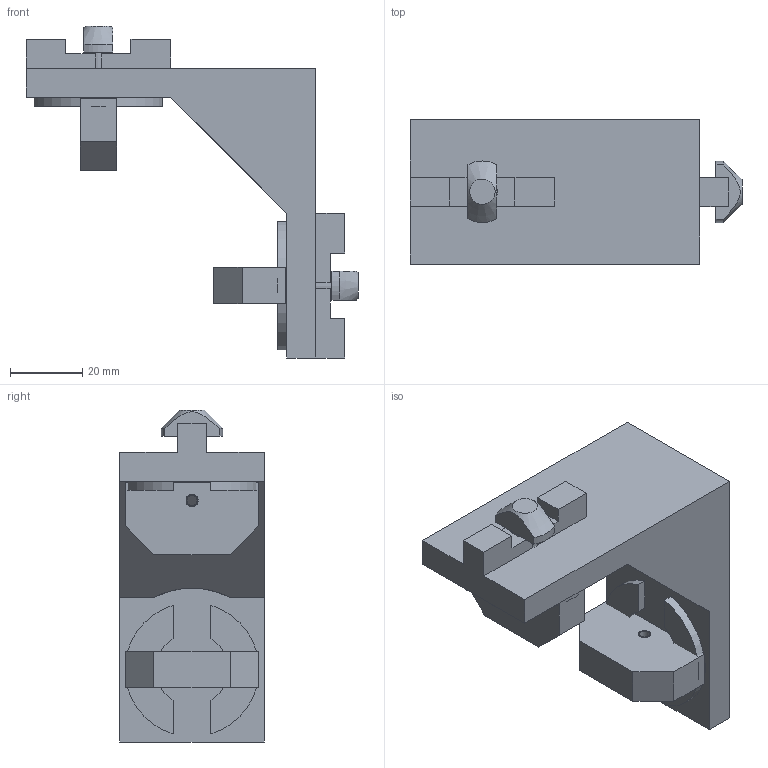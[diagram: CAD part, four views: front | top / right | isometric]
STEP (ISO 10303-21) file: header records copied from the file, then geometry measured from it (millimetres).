
FILE_DESCRIPTION(('STEP AP214'),'1');
FILE_NAME('FIXE00E3274 - Equerre universelle KH 8 80x80x40 Ral4010.stp','2025-07-22T07:57:14',(' '),(' '),'Spatial InterOp 3D',' ',' ');
FILE_SCHEMA(('AUTOMOTIVE_DESIGN { 1 0 10303 214 1 1 1 1 }'));
Length unit declared in the file: millimetre
Products named in the file (5): FIXE00E3274 - Equerre universelle KH 8 80x80x40 Ral4010; Goupille élastique mince 3 - 10; FIXE00E3927 - Lardon de serrage; FIXE00E2314 - Bouton de manoeuvre; FIXE00E4281 - Platine équerre universelle
Assembly tree (7 placements, depth 2):
  FIXE00E3274 - Equerre universelle KH 8 80x80x40 Ral4010
    Goupille élastique mince 3 - 10  x2
    FIXE00E3927 - Lardon de serrage  x2
    FIXE00E2314 - Bouton de manoeuvre  x2
    FIXE00E4281 - Platine équerre universelle
Bounding box: 91.7 x 40 x 91.7 mm (x, y, z)
Volume: 90709.5 mm3; surface area: 26507.1 mm2
Topology: 7 solids, 7 shells, 131 faces, 327 edges, 214 vertices
Faces by surface type: plane 93, cylinder 28, cone 10
Full cylindrical faces by diameter (mm): 3 x6, 8 x2, 8.2 x2
Entity records: 4483 total; most frequent: CARTESIAN_POINT 572, DIRECTION 477, ORIENTED_EDGE 456, EDGE_CURVE 228, LINE 161, VECTOR 161, AXIS2_PLACEMENT_3D 158, VERTEX_POINT 153
